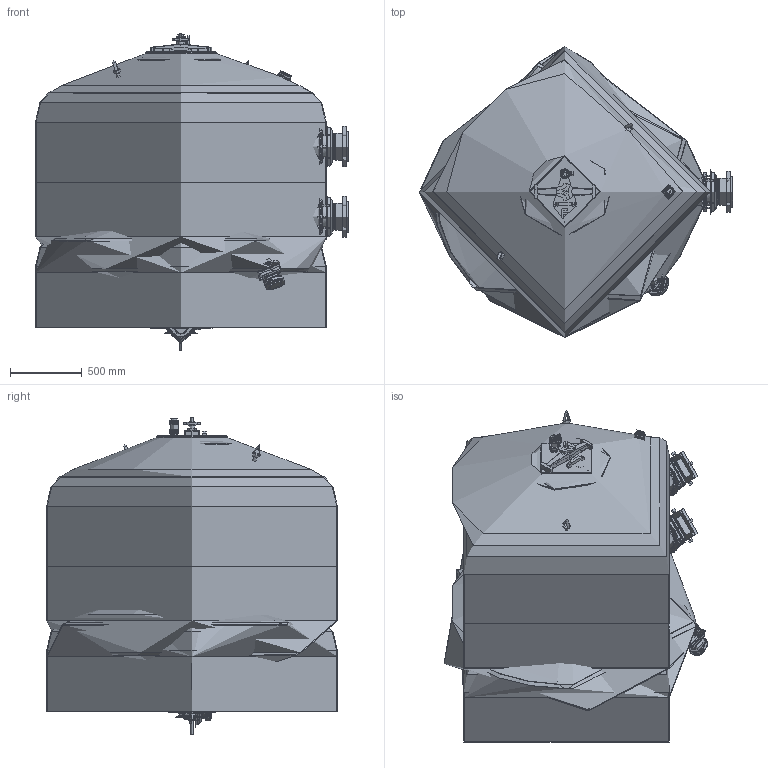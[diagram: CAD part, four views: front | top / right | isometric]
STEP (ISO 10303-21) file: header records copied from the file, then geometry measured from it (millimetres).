
FILE_DESCRIPTION( ( '' ), '1' );
FILE_NAME( '170705 HCFF791602WVA (VFSCN220016H).stp', '2017-07-19T09:18:40', ( 'Fiberpool Internacional' ), ( 'Fiberpool Internacional' ), 'PSStep 14.0', 'SolidEdgeST3', ' ' );
FILE_SCHEMA( ( 'AUTOMOTIVE_DESIGN { 1 0 10303 214 1 1 1 1 }' ) );
Length unit declared in the file: millimetre
Products named in the file (56): Válvula de bola 32-1pols; Sortida tornillos d-160 1800-2000-oa13; Tapa oval filtro industrial completa 2,5 BARS-oa6; Manòmetre filtro industrial 2011 -oa9; filtre 2000 FB HAYW 170705-oa12; Sortida Descarga arena Ø90 2010-oa7; Brida Netvitc System Ø90; Assem1; TAPON NETVITC Ø 90 C-B (CON TORNILLERIA INOX 316); Base tapa ovalada filtro 2,5 BARS-oa3; Sortida tornillos d-160 1800-2000-oa14; Junta Netvitc System Ø90 EPDM con anillo acero A-4; Manòmetre  ; Desaigua filtre industrial 1pols-oa8; Brida tornillos d-90; Brida tornillos d-160; Junta Netvitc System Ø90 EPDM; Anillo Acero A-4 Netvitc System Ø90; ½ Brida Netvitc System Ø90; Screw_DIN_912_M8x40_v8.00; Nut_DIN_934_M8_v8.00; cos manòmetre filtre industrial; fons manòmetre; agulla manòmetre; vidre manòmetre; Volante filtro-oa4; Varilla Roscada M-14x165mm Inox 304; TUERCA SUPERIOR SUJ_JUNTA TAP_OV; Base tapa ovalada filtro 2,5 BAR Act-oa2; CUERPO BRIDA DE TORNILLOS D-90 Rev140124; Tornillo M-10x55 Zinc. DIN 933; Tapon Netvitc System Ø90; Portabrida Netvitc System Ø90 PVC; cos válvula 32-1pols; manguito valvula bola 32-1pols; femella valvula 32-1pols; maneta válvula 32-1pols; Tubo Ø90 L= 100mm; Embellecedor d-90; Embellidor manòmetre PVC ...
Bounding box: 2185.5 x 2030 x 2215.5 mm (x, y, z)
Volume: 384048461.4 mm3; surface area: 108374468.7 mm2
Topology: 290 solids, 290 shells, 7566 faces, 18191 edges, 11609 vertices
Faces by surface type: plane 4247, cylinder 2141, cone 494, bspline 359, torus 277, sphere 32, offset 10, extrusion 6
Full cylindrical faces by diameter (mm): 4 x48, 6 x45, 6.466 x11, 6.647 x11, 8 x30, 10 x65, 11.75 x3, 11.835 x5, 12 x5, 13 x19, 14 x27, 14.5 x5, 15.5 x4, 16 x4, 19.6 x5, 21 x7, 22 x40, 23 x4, 23.5 x8, 24 x10, 25 x15, 26 x16, 27 x3, 29 x5, 29.605 x8, 32 x26, 35.5 x7, 37.5 x4, 38 x4, 41.5 x15
Entity records: 77860 total; most frequent: CARTESIAN_POINT 44292, DIRECTION 5161, ORIENTED_EDGE 4634, EDGE_CURVE 2317, AXIS2_PLACEMENT_3D 2015, VERTEX_POINT 1589, EDGE_LOOP 1496, FACE_OUTER_BOUND 1270
